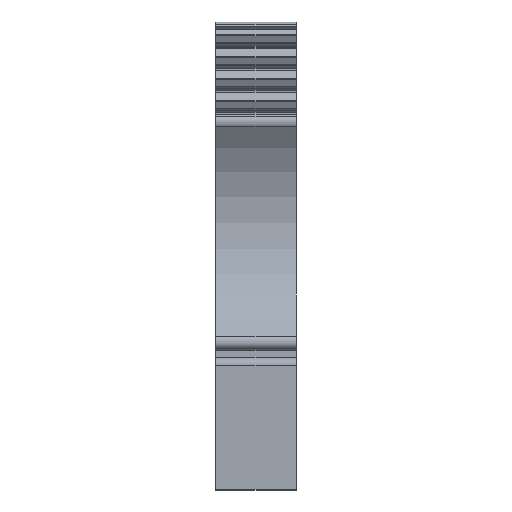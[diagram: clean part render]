
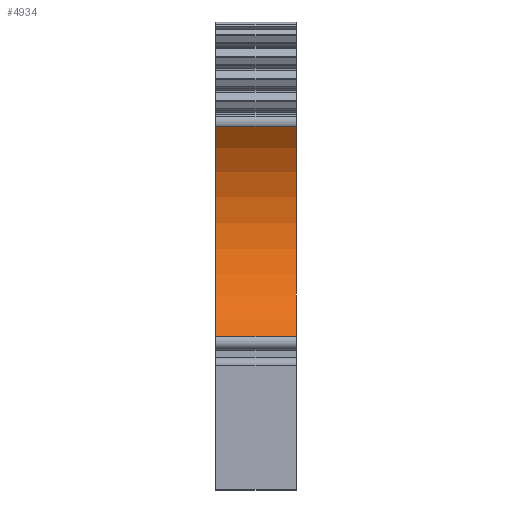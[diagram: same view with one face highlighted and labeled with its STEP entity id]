
A CAD part, front view. The second image highlights one B-rep face of the part: STEP entity #4934.
In plain terms, the highlighted cylindrical face has radius 15.05 mm (diameter 30.1 mm), a partial arc.
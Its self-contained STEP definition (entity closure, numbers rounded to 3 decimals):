
#833=AXIS2_PLACEMENT_3D('Circle Axis2P3D',#831,#832,$) ;
#2421=AXIS2_PLACEMENT_3D('Circle Axis2P3D',#2419,#2420,$) ;
#4921=AXIS2_PLACEMENT_3D('Cylinder Axis2P3D',#4918,#4919,#4920) ;
#828=CARTESIAN_POINT('Vertex',(0.,0.311,15.22)) ;
#831=CARTESIAN_POINT('Axis2P3D Location',(0.,-9.499,26.633)) ;
#835=CARTESIAN_POINT('Vertex',(0.,2.217,36.079)) ;
#2416=CARTESIAN_POINT('Vertex',(8.,2.217,36.079)) ;
#2419=CARTESIAN_POINT('Axis2P3D Location',(8.,-9.499,26.633)) ;
#2423=CARTESIAN_POINT('Vertex',(8.,0.311,15.22)) ;
#4906=CARTESIAN_POINT('Line Origine',(4.,0.311,15.22)) ;
#4918=CARTESIAN_POINT('Axis2P3D Location',(4.,-9.499,26.633)) ;
#4923=CARTESIAN_POINT('Line Origine',(4.,2.217,36.079)) ;
#832=DIRECTION('Axis2P3D Direction',(1.,0.,0.)) ;
#2420=DIRECTION('Axis2P3D Direction',(1.,0.,0.)) ;
#4907=DIRECTION('Vector Direction',(1.,0.,0.)) ;
#4919=DIRECTION('Axis2P3D Direction',(1.,0.,0.)) ;
#4920=DIRECTION('Axis2P3D XDirection',(0.,0.652,-0.758)) ;
#4924=DIRECTION('Vector Direction',(1.,0.,0.)) ;
#4908=VECTOR('Line Direction',#4907,1.) ;
#4925=VECTOR('Line Direction',#4924,1.) ;
#4929=ORIENTED_EDGE('',*,*,#837,.T.) ;
#4930=ORIENTED_EDGE('',*,*,#4910,.F.) ;
#4931=ORIENTED_EDGE('',*,*,#2425,.F.) ;
#4932=ORIENTED_EDGE('',*,*,#4927,.T.) ;
#4934=ADVANCED_FACE('ISGH',(#4933),#4922,.F.) ;
#834=CIRCLE('generated circle',#833,15.05) ;
#2422=CIRCLE('generated circle',#2421,15.05) ;
#4922=CYLINDRICAL_SURFACE('generated cylinder',#4921,15.05) ;
#837=EDGE_CURVE('',#836,#829,#834,.F.) ;
#2425=EDGE_CURVE('',#2417,#2424,#2422,.F.) ;
#4910=EDGE_CURVE('',#2424,#829,#4909,.F.) ;
#4927=EDGE_CURVE('',#2417,#836,#4926,.F.) ;
#4928=EDGE_LOOP('',(#4929,#4930,#4931,#4932)) ;
#4933=FACE_OUTER_BOUND('',#4928,.T.) ;
#4909=LINE('Line',#4906,#4908) ;
#4926=LINE('Line',#4923,#4925) ;
#829=VERTEX_POINT('',#828) ;
#836=VERTEX_POINT('',#835) ;
#2417=VERTEX_POINT('',#2416) ;
#2424=VERTEX_POINT('',#2423) ;
